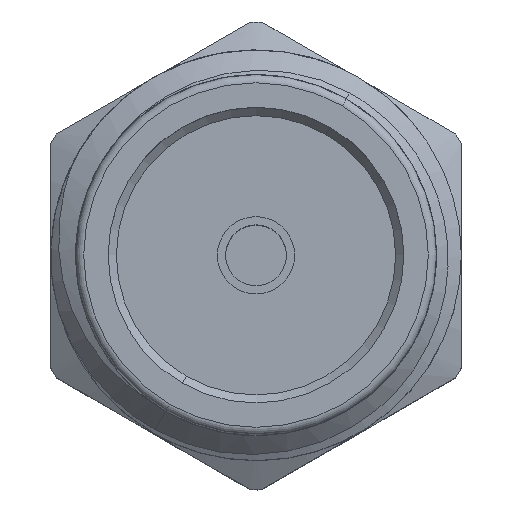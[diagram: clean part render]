
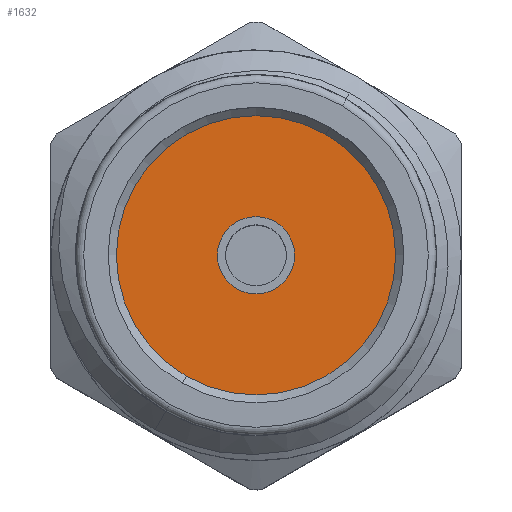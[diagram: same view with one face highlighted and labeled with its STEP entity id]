
A CAD part, top view. The second image highlights one B-rep face of the part: STEP entity #1632.
In plain terms, the highlighted face is planar.
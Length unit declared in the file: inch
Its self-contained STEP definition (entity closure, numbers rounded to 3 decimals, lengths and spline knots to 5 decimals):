
#34 = CARTESIAN_POINT ( 'NONE',  ( 0.075, 0., 0. ) ) ;
#66 = CARTESIAN_POINT ( 'NONE',  ( 0.075, 0., 0. ) ) ;
#194 = EDGE_CURVE ( 'NONE', #3148, #1292, #2433, .T. ) ;
#266 = ORIENTED_EDGE ( 'NONE', *, *, #1753, .F. ) ;
#373 = CIRCLE ( 'NONE', #533, 0.0235 ) ;
#402 = CARTESIAN_POINT ( 'NONE',  ( 0.075, 0., -0.0235 ) ) ;
#450 = CARTESIAN_POINT ( 'NONE',  ( 0.075, 0., 0.085 ) ) ;
#472 = DIRECTION ( 'NONE',  ( -1., 0., 0. ) ) ;
#533 = AXIS2_PLACEMENT_3D ( 'NONE', #66, #812, #2598 ) ;
#556 = FACE_OUTER_BOUND ( 'NONE', #1285, .T. ) ;
#792 = AXIS2_PLACEMENT_3D ( 'NONE', #1359, #2859, #1127 ) ;
#812 = DIRECTION ( 'NONE',  ( -1., 0., 0. ) ) ;
#1011 = DIRECTION ( 'NONE',  ( 0., 0., 1. ) ) ;
#1105 = AXIS2_PLACEMENT_3D ( 'NONE', #3216, #472, #1708 ) ;
#1127 = DIRECTION ( 'NONE',  ( 0., 0., 1. ) ) ;
#1155 = AXIS2_PLACEMENT_3D ( 'NONE', #34, #3019, #1011 ) ;
#1196 = CARTESIAN_POINT ( 'NONE',  ( 0.075, 0., 0. ) ) ;
#1204 = VERTEX_POINT ( 'NONE', #402 ) ;
#1264 = CIRCLE ( 'NONE', #1105, 0.085 ) ;
#1285 = EDGE_LOOP ( 'NONE', ( #2745, #1770 ) ) ;
#1292 = VERTEX_POINT ( 'NONE', #450 ) ;
#1359 = CARTESIAN_POINT ( 'NONE',  ( 0.075, 0., 0. ) ) ;
#1368 = CIRCLE ( 'NONE', #1155, 0.0235 ) ;
#1591 = CARTESIAN_POINT ( 'NONE',  ( 0.075, 0., 0.0235 ) ) ;
#1611 = ORIENTED_EDGE ( 'NONE', *, *, #1979, .F. ) ;
#1632 = ADVANCED_FACE ( 'NONE', ( #2787, #556 ), #2472, .T. ) ;
#1708 = DIRECTION ( 'NONE',  ( 0., 0., 1. ) ) ;
#1753 = EDGE_CURVE ( 'NONE', #1204, #2676, #373, .T. ) ;
#1770 = ORIENTED_EDGE ( 'NONE', *, *, #194, .T. ) ;
#1951 = CARTESIAN_POINT ( 'NONE',  ( 0.075, 0., -0.085 ) ) ;
#1979 = EDGE_CURVE ( 'NONE', #2676, #1204, #1368, .T. ) ;
#2275 = AXIS2_PLACEMENT_3D ( 'NONE', #1196, #2650, #2702 ) ;
#2368 = EDGE_CURVE ( 'NONE', #1292, #3148, #1264, .T. ) ;
#2433 = CIRCLE ( 'NONE', #2275, 0.085 ) ;
#2472 = PLANE ( 'NONE',  #792 ) ;
#2598 = DIRECTION ( 'NONE',  ( 0., 0., 1. ) ) ;
#2650 = DIRECTION ( 'NONE',  ( -1., 0., 0. ) ) ;
#2676 = VERTEX_POINT ( 'NONE', #1591 ) ;
#2702 = DIRECTION ( 'NONE',  ( 0., 0., 1. ) ) ;
#2745 = ORIENTED_EDGE ( 'NONE', *, *, #2368, .T. ) ;
#2787 = FACE_BOUND ( 'NONE', #3072, .T. ) ;
#2859 = DIRECTION ( 'NONE',  ( -1., 0., 0. ) ) ;
#3019 = DIRECTION ( 'NONE',  ( -1., 0., 0. ) ) ;
#3072 = EDGE_LOOP ( 'NONE', ( #1611, #266 ) ) ;
#3148 = VERTEX_POINT ( 'NONE', #1951 ) ;
#3216 = CARTESIAN_POINT ( 'NONE',  ( 0.075, 0., 0. ) ) ;
